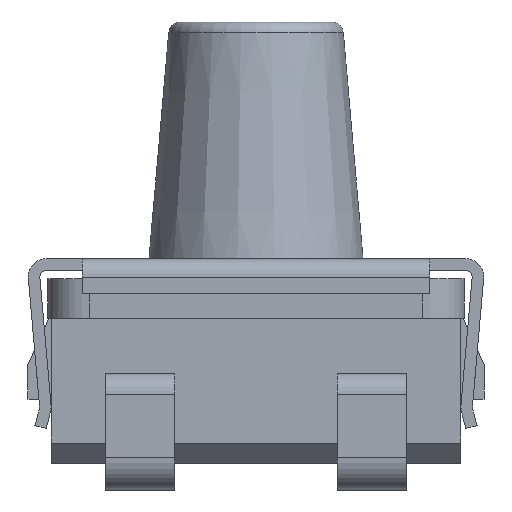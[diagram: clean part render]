
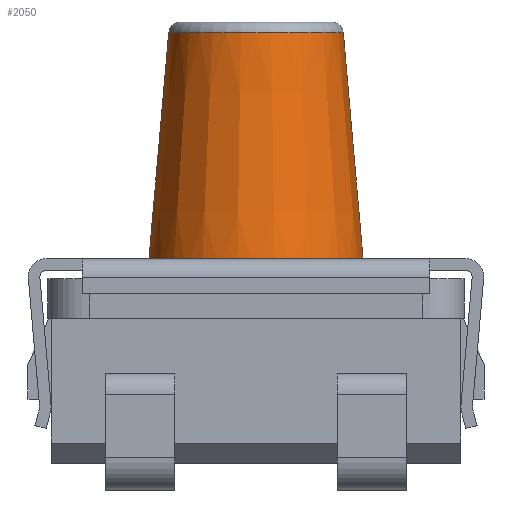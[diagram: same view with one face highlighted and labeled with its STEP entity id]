
A CAD part, front view. The second image highlights one B-rep face of the part: STEP entity #2050.
In plain terms, the highlighted conical face has half-angle 5 degrees and reference radius 1.233 mm.
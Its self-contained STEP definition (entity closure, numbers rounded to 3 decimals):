
#2050 = ADVANCED_FACE('',(#2051),#2065,.T.);
#2051 = FACE_BOUND('',#2052,.F.);
#2052 = EDGE_LOOP('',(#2053,#2083,#2110,#2111));
#2053 = ORIENTED_EDGE('',*,*,#2054,.F.);
#2054 = EDGE_CURVE('',#2055,#2057,#2059,.T.);
#2055 = VERTEX_POINT('',#2056);
#2056 = CARTESIAN_POINT('',(1.189,0.,0.501));
#2057 = VERTEX_POINT('',#2058);
#2058 = CARTESIAN_POINT('',(0.958,0.,3.135));
#2059 = SEAM_CURVE('',#2060,(#2064,#2076),.PCURVE_S1.);
#2060 = LINE('',#2061,#2062);
#2061 = CARTESIAN_POINT('',(1.195,0.,0.432));
#2062 = VECTOR('',#2063,1.);
#2063 = DIRECTION('',(-0.087,0.,0.996));
#2064 = PCURVE('',#2065,#2070);
#2065 = CONICAL_SURFACE('',#2066,1.233,0.087);
#2066 = AXIS2_PLACEMENT_3D('',#2067,#2068,#2069);
#2067 = CARTESIAN_POINT('',(0.,0.,0.));
#2068 = DIRECTION('',(-0.,-0.,-1.));
#2069 = DIRECTION('',(1.,0.,0.));
#2070 = DEFINITIONAL_REPRESENTATION('',(#2071),#2075);
#2071 = LINE('',#2072,#2073);
#2072 = CARTESIAN_POINT('',(-6.283,-0.432));
#2073 = VECTOR('',#2074,1.);
#2074 = DIRECTION('',(-0.,-1.));
#2075 = ( GEOMETRIC_REPRESENTATION_CONTEXT(2) 
PARAMETRIC_REPRESENTATION_CONTEXT() REPRESENTATION_CONTEXT('2D SPACE',''
  ) );
#2076 = PCURVE('',#2065,#2077);
#2077 = DEFINITIONAL_REPRESENTATION('',(#2078),#2082);
#2078 = LINE('',#2079,#2080);
#2079 = CARTESIAN_POINT('',(-0.,-0.432));
#2080 = VECTOR('',#2081,1.);
#2081 = DIRECTION('',(-0.,-1.));
#2082 = ( GEOMETRIC_REPRESENTATION_CONTEXT(2) 
PARAMETRIC_REPRESENTATION_CONTEXT() REPRESENTATION_CONTEXT('2D SPACE',''
  ) );
#2083 = ORIENTED_EDGE('',*,*,#2084,.T.);
#2084 = EDGE_CURVE('',#2055,#2055,#2085,.T.);
#2085 = SURFACE_CURVE('',#2086,(#2091,#2098),.PCURVE_S1.);
#2086 = CIRCLE('',#2087,1.189);
#2087 = AXIS2_PLACEMENT_3D('',#2088,#2089,#2090);
#2088 = CARTESIAN_POINT('',(0.,0.,0.501));
#2089 = DIRECTION('',(0.,0.,-1.));
#2090 = DIRECTION('',(1.,0.,0.));
#2091 = PCURVE('',#2065,#2092);
#2092 = DEFINITIONAL_REPRESENTATION('',(#2093),#2097);
#2093 = LINE('',#2094,#2095);
#2094 = CARTESIAN_POINT('',(-6.283,-0.501));
#2095 = VECTOR('',#2096,1.);
#2096 = DIRECTION('',(1.,-0.));
#2097 = ( GEOMETRIC_REPRESENTATION_CONTEXT(2) 
PARAMETRIC_REPRESENTATION_CONTEXT() REPRESENTATION_CONTEXT('2D SPACE',''
  ) );
#2098 = PCURVE('',#2099,#2104);
#2099 = TOROIDAL_SURFACE('',#2100,1.265,0.076);
#2100 = AXIS2_PLACEMENT_3D('',#2101,#2102,#2103);
#2101 = CARTESIAN_POINT('',(0.,0.,0.508));
#2102 = DIRECTION('',(0.,0.,1.));
#2103 = DIRECTION('',(1.,0.,-0.));
#2104 = DEFINITIONAL_REPRESENTATION('',(#2105),#2109);
#2105 = LINE('',#2106,#2107);
#2106 = CARTESIAN_POINT('',(-0.,3.229));
#2107 = VECTOR('',#2108,1.);
#2108 = DIRECTION('',(-1.,0.));
#2109 = ( GEOMETRIC_REPRESENTATION_CONTEXT(2) 
PARAMETRIC_REPRESENTATION_CONTEXT() REPRESENTATION_CONTEXT('2D SPACE',''
  ) );
#2110 = ORIENTED_EDGE('',*,*,#2054,.T.);
#2111 = ORIENTED_EDGE('',*,*,#2112,.T.);
#2112 = EDGE_CURVE('',#2057,#2057,#2113,.T.);
#2113 = SURFACE_CURVE('',#2114,(#2119,#2126),.PCURVE_S1.);
#2114 = CIRCLE('',#2115,0.958);
#2115 = AXIS2_PLACEMENT_3D('',#2116,#2117,#2118);
#2116 = CARTESIAN_POINT('',(0.,0.,3.135));
#2117 = DIRECTION('',(0.,-0.,1.));
#2118 = DIRECTION('',(1.,0.,0.));
#2119 = PCURVE('',#2065,#2120);
#2120 = DEFINITIONAL_REPRESENTATION('',(#2121),#2125);
#2121 = LINE('',#2122,#2123);
#2122 = CARTESIAN_POINT('',(0.,-3.135));
#2123 = VECTOR('',#2124,1.);
#2124 = DIRECTION('',(-1.,0.));
#2125 = ( GEOMETRIC_REPRESENTATION_CONTEXT(2) 
PARAMETRIC_REPRESENTATION_CONTEXT() REPRESENTATION_CONTEXT('2D SPACE',''
  ) );
#2126 = PCURVE('',#2127,#2132);
#2127 = TOROIDAL_SURFACE('',#2128,0.832,0.127);
#2128 = AXIS2_PLACEMENT_3D('',#2129,#2130,#2131);
#2129 = CARTESIAN_POINT('',(0.,0.,3.124));
#2130 = DIRECTION('',(0.,0.,1.));
#2131 = DIRECTION('',(1.,0.,0.));
#2132 = DEFINITIONAL_REPRESENTATION('',(#2133),#2137);
#2133 = LINE('',#2134,#2135);
#2134 = CARTESIAN_POINT('',(0.,0.087));
#2135 = VECTOR('',#2136,1.);
#2136 = DIRECTION('',(1.,0.));
#2137 = ( GEOMETRIC_REPRESENTATION_CONTEXT(2) 
PARAMETRIC_REPRESENTATION_CONTEXT() REPRESENTATION_CONTEXT('2D SPACE',''
  ) );
